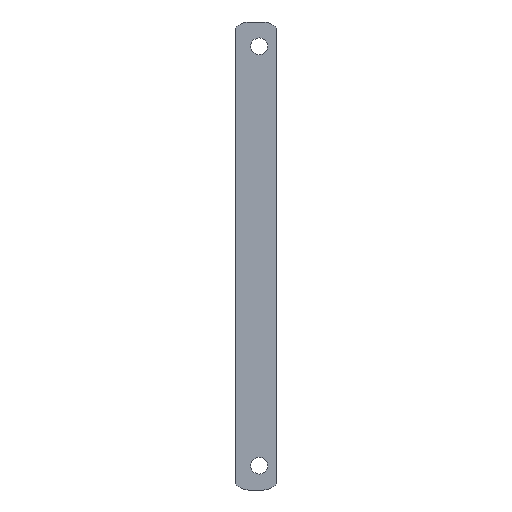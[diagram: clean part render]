
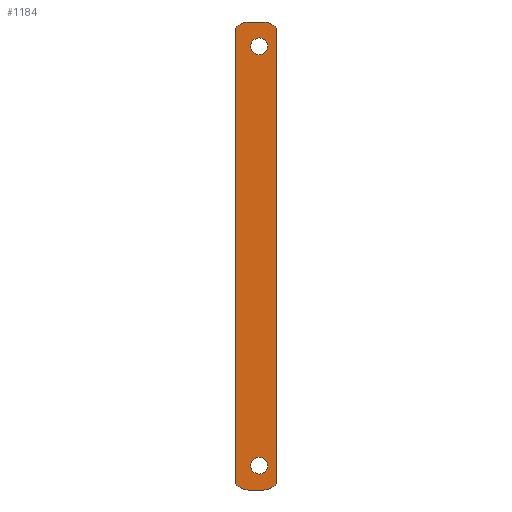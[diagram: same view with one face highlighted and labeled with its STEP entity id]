
A CAD part, left-side view. The second image highlights one B-rep face of the part: STEP entity #1184.
In plain terms, the highlighted planar face has unit normal (-1, 0, 0).
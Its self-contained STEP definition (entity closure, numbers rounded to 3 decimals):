
#20 = VERTEX_POINT ( 'NONE', #3334 ) ;
#63 = DIRECTION ( 'NONE',  ( 1., 0., 0. ) ) ;
#64 = LINE ( 'NONE', #1718, #2781 ) ;
#74 = CARTESIAN_POINT ( 'NONE',  ( 0., 0.536, 78.234 ) ) ;
#105 = LINE ( 'NONE', #610, #2558 ) ;
#108 = DIRECTION ( 'NONE',  ( 0., 0.707, -0.707 ) ) ;
#191 = DIRECTION ( 'NONE',  ( 1., 0., 0. ) ) ;
#194 = DIRECTION ( 'NONE',  ( 0., 0., 1. ) ) ;
#204 = AXIS2_PLACEMENT_3D ( 'NONE', #1740, #63, #1975 ) ;
#248 = ORIENTED_EDGE ( 'NONE', *, *, #1403, .F. ) ;
#275 = EDGE_CURVE ( 'NONE', #3531, #1358, #1481, .T. ) ;
#314 = CARTESIAN_POINT ( 'NONE',  ( 0., 12.8, 79.698 ) ) ;
#325 = DIRECTION ( 'NONE',  ( 0., 0., 1. ) ) ;
#331 = CARTESIAN_POINT ( 'NONE',  ( 0., 5.4, -57.15 ) ) ;
#346 = EDGE_CURVE ( 'NONE', #3285, #3197, #3183, .T. ) ;
#366 = EDGE_CURVE ( 'NONE', #1520, #1785, #64, .T. ) ;
#398 = EDGE_CURVE ( 'NONE', #2553, #20, #2169, .T. ) ;
#489 = CARTESIAN_POINT ( 'NONE',  ( 0., 5.4, 72.198 ) ) ;
#531 = CARTESIAN_POINT ( 'NONE',  ( 0., 12.264, -63.186 ) ) ;
#535 = VERTEX_POINT ( 'NONE', #2295 ) ;
#578 = ORIENTED_EDGE ( 'NONE', *, *, #398, .F. ) ;
#581 = ORIENTED_EDGE ( 'NONE', *, *, #275, .F. ) ;
#594 = DIRECTION ( 'NONE',  ( 0., 0., 1. ) ) ;
#595 = EDGE_CURVE ( 'NONE', #3197, #535, #105, .T. ) ;
#610 = CARTESIAN_POINT ( 'NONE',  ( 0., 12.264, -63.186 ) ) ;
#681 = VECTOR ( 'NONE', #108, 1000. ) ;
#692 = CARTESIAN_POINT ( 'NONE',  ( 0., 5.4, -54.55 ) ) ;
#699 = CARTESIAN_POINT ( 'NONE',  ( 0., 12.8, 77.698 ) ) ;
#712 = CARTESIAN_POINT ( 'NONE',  ( 0., 5.4, -57.15 ) ) ;
#718 = CIRCLE ( 'NONE', #1645, 2.6 ) ;
#763 = AXIS2_PLACEMENT_3D ( 'NONE', #2182, #1887, #769 ) ;
#767 = LINE ( 'NONE', #2154, #2889 ) ;
#769 = DIRECTION ( 'NONE',  ( 0., 0., -1. ) ) ;
#818 = VECTOR ( 'NONE', #2323, 1000. ) ;
#823 = CIRCLE ( 'NONE', #2334, 5. ) ;
#859 = CARTESIAN_POINT ( 'NONE',  ( 0., 12.8, -64.65 ) ) ;
#867 = FACE_OUTER_BOUND ( 'NONE', #3378, .T. ) ;
#875 = DIRECTION ( 'NONE',  ( 0., 0., 1. ) ) ;
#903 = LINE ( 'NONE', #74, #3252 ) ;
#948 = ORIENTED_EDGE ( 'NONE', *, *, #1573, .F. ) ;
#950 = LINE ( 'NONE', #2058, #681 ) ;
#1001 = AXIS2_PLACEMENT_3D ( 'NONE', #1985, #3102, #325 ) ;
#1076 = LINE ( 'NONE', #314, #1732 ) ;
#1080 = EDGE_CURVE ( 'NONE', #20, #2791, #1076, .T. ) ;
#1087 = ORIENTED_EDGE ( 'NONE', *, *, #2443, .F. ) ;
#1152 = EDGE_CURVE ( 'NONE', #3285, #1425, #3035, .T. ) ;
#1183 = ORIENTED_EDGE ( 'NONE', *, *, #2441, .F. ) ;
#1184 = ADVANCED_FACE ( 'NONE', ( #3027, #2340, #867 ), #3083, .F. ) ;
#1199 = ORIENTED_EDGE ( 'NONE', *, *, #1080, .F. ) ;
#1262 = CARTESIAN_POINT ( 'NONE',  ( 0., 4.071, 79.698 ) ) ;
#1273 = DIRECTION ( 'NONE',  ( -1., 0., 0. ) ) ;
#1288 = ORIENTED_EDGE ( 'NONE', *, *, #2196, .F. ) ;
#1358 = VERTEX_POINT ( 'NONE', #1996 ) ;
#1403 = EDGE_CURVE ( 'NONE', #1520, #1962, #950, .T. ) ;
#1425 = VERTEX_POINT ( 'NONE', #2035 ) ;
#1443 = CARTESIAN_POINT ( 'NONE',  ( 0., 8.729, -59.65 ) ) ;
#1474 = VECTOR ( 'NONE', #3069, 1000. ) ;
#1481 = CIRCLE ( 'NONE', #763, 2.6 ) ;
#1520 = VERTEX_POINT ( 'NONE', #2136 ) ;
#1533 = DIRECTION ( 'NONE',  ( 0., 0., 1. ) ) ;
#1548 = VERTEX_POINT ( 'NONE', #699 ) ;
#1573 = EDGE_CURVE ( 'NONE', #1962, #1425, #823, .T. ) ;
#1645 = AXIS2_PLACEMENT_3D ( 'NONE', #712, #1273, #194 ) ;
#1674 = CARTESIAN_POINT ( 'NONE',  ( 0., 0., 77.698 ) ) ;
#1698 = DIRECTION ( 'NONE',  ( 0., -1., 0. ) ) ;
#1718 = CARTESIAN_POINT ( 'NONE',  ( 0., 0., -64.65 ) ) ;
#1732 = VECTOR ( 'NONE', #1698, 1000. ) ;
#1740 = CARTESIAN_POINT ( 'NONE',  ( 0., 4.071, 74.698 ) ) ;
#1785 = VERTEX_POINT ( 'NONE', #1674 ) ;
#1798 = CARTESIAN_POINT ( 'NONE',  ( 0., 0.536, -63.186 ) ) ;
#1819 = ORIENTED_EDGE ( 'NONE', *, *, #2017, .F. ) ;
#1887 = DIRECTION ( 'NONE',  ( -1., 0., 0. ) ) ;
#1896 = EDGE_LOOP ( 'NONE', ( #581, #3166 ) ) ;
#1962 = VERTEX_POINT ( 'NONE', #1798 ) ;
#1975 = DIRECTION ( 'NONE',  ( 0., 0., -1. ) ) ;
#1978 = CARTESIAN_POINT ( 'NONE',  ( 0., 5.4, 74.798 ) ) ;
#1985 = CARTESIAN_POINT ( 'NONE',  ( 0., 8.729, 74.698 ) ) ;
#1996 = CARTESIAN_POINT ( 'NONE',  ( 0., 5.4, 69.598 ) ) ;
#2004 = DIRECTION ( 'NONE',  ( 0., 0.707, 0.707 ) ) ;
#2017 = EDGE_CURVE ( 'NONE', #535, #1548, #3126, .T. ) ;
#2035 = CARTESIAN_POINT ( 'NONE',  ( 0., 4.071, -64.65 ) ) ;
#2053 = AXIS2_PLACEMENT_3D ( 'NONE', #489, #3301, #2440 ) ;
#2056 = CARTESIAN_POINT ( 'NONE',  ( 0., 12.8, -64.65 ) ) ;
#2058 = CARTESIAN_POINT ( 'NONE',  ( 0., 0.536, -63.186 ) ) ;
#2136 = CARTESIAN_POINT ( 'NONE',  ( 0., 0., -62.65 ) ) ;
#2154 = CARTESIAN_POINT ( 'NONE',  ( 0., 12.264, 78.234 ) ) ;
#2169 = CIRCLE ( 'NONE', #1001, 5. ) ;
#2171 = CIRCLE ( 'NONE', #2053, 2.6 ) ;
#2182 = CARTESIAN_POINT ( 'NONE',  ( 0., 5.4, 72.198 ) ) ;
#2196 = EDGE_CURVE ( 'NONE', #1548, #2553, #767, .T. ) ;
#2208 = DIRECTION ( 'NONE',  ( 0., -0.707, 0.707 ) ) ;
#2235 = DIRECTION ( 'NONE',  ( 0., 0., -1. ) ) ;
#2253 = CARTESIAN_POINT ( 'NONE',  ( 0., 0.536, 78.234 ) ) ;
#2289 = DIRECTION ( 'NONE',  ( 1., 0., 0. ) ) ;
#2295 = CARTESIAN_POINT ( 'NONE',  ( 0., 12.8, -62.65 ) ) ;
#2323 = DIRECTION ( 'NONE',  ( 0., 0., 1. ) ) ;
#2334 = AXIS2_PLACEMENT_3D ( 'NONE', #3202, #191, #1533 ) ;
#2335 = CARTESIAN_POINT ( 'NONE',  ( 0., 12.264, 78.234 ) ) ;
#2340 = FACE_BOUND ( 'NONE', #1896, .T. ) ;
#2410 = CIRCLE ( 'NONE', #2873, 2.6 ) ;
#2431 = CARTESIAN_POINT ( 'NONE',  ( 0., 8.729, -64.65 ) ) ;
#2440 = DIRECTION ( 'NONE',  ( 0., 0., -1. ) ) ;
#2441 = EDGE_CURVE ( 'NONE', #2791, #2495, #2592, .T. ) ;
#2443 = EDGE_CURVE ( 'NONE', #2746, #2872, #2410, .T. ) ;
#2479 = ORIENTED_EDGE ( 'NONE', *, *, #346, .F. ) ;
#2495 = VERTEX_POINT ( 'NONE', #2253 ) ;
#2517 = ORIENTED_EDGE ( 'NONE', *, *, #2535, .F. ) ;
#2535 = EDGE_CURVE ( 'NONE', #2495, #1785, #903, .T. ) ;
#2553 = VERTEX_POINT ( 'NONE', #2335 ) ;
#2558 = VECTOR ( 'NONE', #2004, 1000. ) ;
#2592 = CIRCLE ( 'NONE', #204, 5. ) ;
#2694 = CARTESIAN_POINT ( 'NONE',  ( 0., 5.4, -59.75 ) ) ;
#2700 = AXIS2_PLACEMENT_3D ( 'NONE', #3426, #2289, #3135 ) ;
#2701 = ORIENTED_EDGE ( 'NONE', *, *, #1152, .T. ) ;
#2703 = EDGE_CURVE ( 'NONE', #2872, #2746, #718, .T. ) ;
#2746 = VERTEX_POINT ( 'NONE', #692 ) ;
#2748 = AXIS2_PLACEMENT_3D ( 'NONE', #1443, #3085, #2235 ) ;
#2749 = ORIENTED_EDGE ( 'NONE', *, *, #595, .F. ) ;
#2781 = VECTOR ( 'NONE', #594, 1000. ) ;
#2791 = VERTEX_POINT ( 'NONE', #1262 ) ;
#2837 = DIRECTION ( 'NONE',  ( -1., 0., 0. ) ) ;
#2872 = VERTEX_POINT ( 'NONE', #2694 ) ;
#2873 = AXIS2_PLACEMENT_3D ( 'NONE', #331, #2837, #875 ) ;
#2889 = VECTOR ( 'NONE', #2208, 1000. ) ;
#2995 = ORIENTED_EDGE ( 'NONE', *, *, #366, .T. ) ;
#3027 = FACE_BOUND ( 'NONE', #3320, .T. ) ;
#3035 = LINE ( 'NONE', #859, #1474 ) ;
#3069 = DIRECTION ( 'NONE',  ( 0., -1., 0. ) ) ;
#3083 = PLANE ( 'NONE',  #2700 ) ;
#3085 = DIRECTION ( 'NONE',  ( 1., 0., 0. ) ) ;
#3102 = DIRECTION ( 'NONE',  ( 1., 0., 0. ) ) ;
#3126 = LINE ( 'NONE', #2056, #818 ) ;
#3128 = ORIENTED_EDGE ( 'NONE', *, *, #2703, .F. ) ;
#3135 = DIRECTION ( 'NONE',  ( 0., 0., -1. ) ) ;
#3166 = ORIENTED_EDGE ( 'NONE', *, *, #3260, .F. ) ;
#3183 = CIRCLE ( 'NONE', #2748, 5. ) ;
#3197 = VERTEX_POINT ( 'NONE', #531 ) ;
#3198 = DIRECTION ( 'NONE',  ( 0., -0.707, -0.707 ) ) ;
#3202 = CARTESIAN_POINT ( 'NONE',  ( 0., 4.071, -59.65 ) ) ;
#3252 = VECTOR ( 'NONE', #3198, 1000. ) ;
#3260 = EDGE_CURVE ( 'NONE', #1358, #3531, #2171, .T. ) ;
#3285 = VERTEX_POINT ( 'NONE', #2431 ) ;
#3301 = DIRECTION ( 'NONE',  ( -1., 0., 0. ) ) ;
#3320 = EDGE_LOOP ( 'NONE', ( #1087, #3128 ) ) ;
#3334 = CARTESIAN_POINT ( 'NONE',  ( 0., 8.729, 79.698 ) ) ;
#3378 = EDGE_LOOP ( 'NONE', ( #2749, #2479, #2701, #948, #248, #2995, #2517, #1183, #1199, #578, #1288, #1819 ) ) ;
#3426 = CARTESIAN_POINT ( 'NONE',  ( 0., 12.8, -64.65 ) ) ;
#3531 = VERTEX_POINT ( 'NONE', #1978 ) ;
